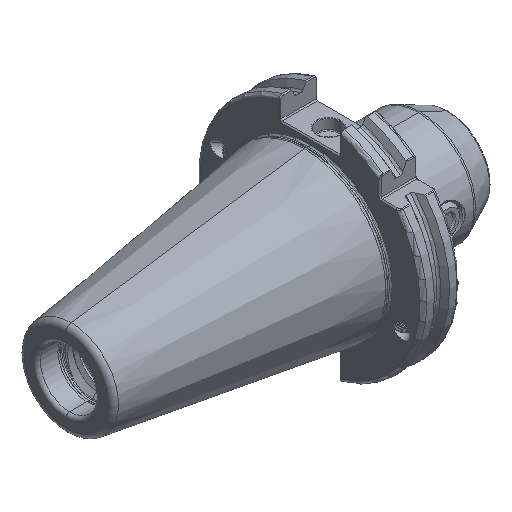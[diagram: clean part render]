
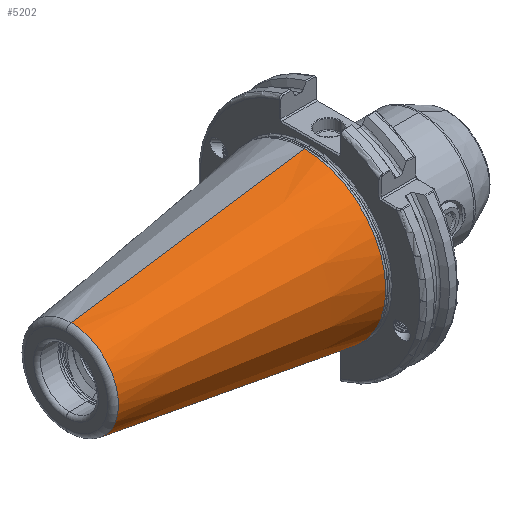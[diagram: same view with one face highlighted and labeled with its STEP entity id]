
A CAD part, isometric view. The second image highlights one B-rep face of the part: STEP entity #5202.
In plain terms, the highlighted conical face has half-angle 8.297 degrees and reference radius 35.392 mm.
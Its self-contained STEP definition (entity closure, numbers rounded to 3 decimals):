
#386 = EDGE_CURVE ( 'NONE', #34677, #21619, #29756, .T. ) ;
#425 = EDGE_CURVE ( 'NONE', #21652, #21617, #29964, .T. ) ;
#1968 = CARTESIAN_POINT ( 'NONE',  ( -2.5, 0., 0. ) ) ;
#1970 = DIRECTION ( 'NONE',  ( 1., 0., 0. ) ) ;
#1985 = DIRECTION ( 'NONE',  ( 0., 1., 0. ) ) ;
#5202 = ADVANCED_FACE ( 'NONE', ( #14709 ), #14689, .T. ) ;
#5437 = CARTESIAN_POINT ( 'NONE',  ( -2.5, 0., 35.027 ) ) ;
#5481 = CARTESIAN_POINT ( 'NONE',  ( -2.5, -35.027, 0. ) ) ;
#5769 = CARTESIAN_POINT ( 'NONE',  ( -102.811, 0., -20.399 ) ) ;
#5771 = CARTESIAN_POINT ( 'NONE',  ( -2.5, 0., -35.027 ) ) ;
#5847 = CARTESIAN_POINT ( 'NONE',  ( -102.811, 0., 20.399 ) ) ;
#6801 = CARTESIAN_POINT ( 'NONE',  ( 0., 0., 0. ) ) ;
#6817 = DIRECTION ( 'NONE',  ( 1., 0., 0. ) ) ;
#6838 = DIRECTION ( 'NONE',  ( 0., 0., -1. ) ) ;
#11869 = DIRECTION ( 'NONE',  ( 1., 0., 0. ) ) ;
#11870 = DIRECTION ( 'NONE',  ( 0., 1., 0. ) ) ;
#11883 = CARTESIAN_POINT ( 'NONE',  ( -2.5, 0., 0. ) ) ;
#12146 = DIRECTION ( 'NONE',  ( 1., 0., 0. ) ) ;
#12158 = DIRECTION ( 'NONE',  ( 0., 0., 1. ) ) ;
#12168 = CARTESIAN_POINT ( 'NONE',  ( -102.811, 0., 0. ) ) ;
#13991 = CIRCLE ( 'NONE', #36772, 35.027 ) ;
#14226 = VECTOR ( 'NONE', #28236, 1000. ) ;
#14250 = LINE ( 'NONE', #28279, #14254 ) ;
#14254 = VECTOR ( 'NONE', #28260, 1000. ) ;
#14271 = LINE ( 'NONE', #28248, #14226 ) ;
#14689 = CONICAL_SURFACE ( 'NONE', #36554, 35.392, 0.145 ) ;
#14709 = FACE_OUTER_BOUND ( 'NONE', #34895, .T. ) ;
#21067 = EDGE_CURVE ( 'NONE', #21652, #34719, #14271, .T. ) ;
#21077 = EDGE_CURVE ( 'NONE', #21617, #21619, #14250, .T. ) ;
#21305 = EDGE_CURVE ( 'NONE', #34719, #34677, #13991, .T. ) ;
#21617 = VERTEX_POINT ( 'NONE', #5769 ) ;
#21619 = VERTEX_POINT ( 'NONE', #5771 ) ;
#21652 = VERTEX_POINT ( 'NONE', #5847 ) ;
#28236 = DIRECTION ( 'NONE',  ( 0.99, 0., 0.144 ) ) ;
#28248 = CARTESIAN_POINT ( 'NONE',  ( 0., 0., 35.392 ) ) ;
#28260 = DIRECTION ( 'NONE',  ( 0.99, 0., -0.144 ) ) ;
#28279 = CARTESIAN_POINT ( 'NONE',  ( 0., 0., -35.392 ) ) ;
#28668 = ORIENTED_EDGE ( 'NONE', *, *, #21077, .T. ) ;
#28719 = ORIENTED_EDGE ( 'NONE', *, *, #425, .T. ) ;
#28735 = ORIENTED_EDGE ( 'NONE', *, *, #21305, .F. ) ;
#28753 = ORIENTED_EDGE ( 'NONE', *, *, #386, .F. ) ;
#28776 = ORIENTED_EDGE ( 'NONE', *, *, #21067, .F. ) ;
#29756 = CIRCLE ( 'NONE', #36322, 35.027 ) ;
#29964 = CIRCLE ( 'NONE', #36325, 20.399 ) ;
#34677 = VERTEX_POINT ( 'NONE', #5481 ) ;
#34719 = VERTEX_POINT ( 'NONE', #5437 ) ;
#34895 = EDGE_LOOP ( 'NONE', ( #28776, #28719, #28668, #28753, #28735 ) ) ;
#36322 = AXIS2_PLACEMENT_3D ( 'NONE', #11883, #11869, #11870 ) ;
#36325 = AXIS2_PLACEMENT_3D ( 'NONE', #12168, #12146, #12158 ) ;
#36554 = AXIS2_PLACEMENT_3D ( 'NONE', #6801, #6817, #6838 ) ;
#36772 = AXIS2_PLACEMENT_3D ( 'NONE', #1968, #1970, #1985 ) ;
